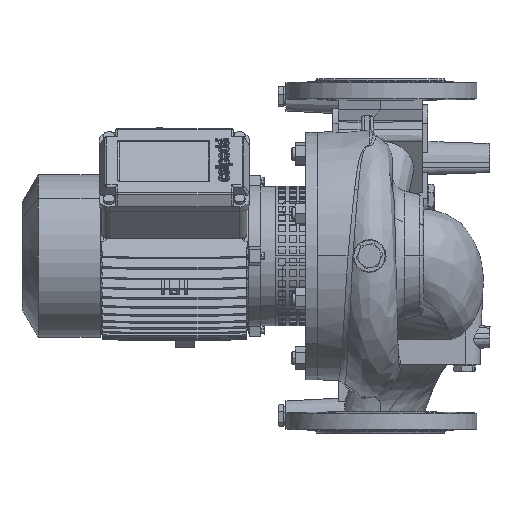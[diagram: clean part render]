
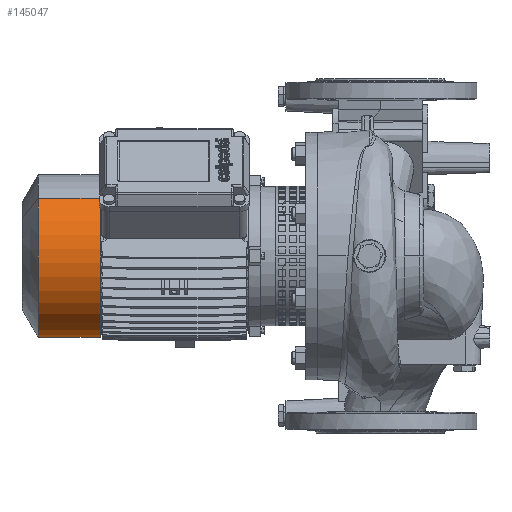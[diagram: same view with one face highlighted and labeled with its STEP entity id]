
A CAD part, left-side view. The second image highlights one B-rep face of the part: STEP entity #145047.
In plain terms, the highlighted cylindrical face has radius 78.3 mm (diameter 156.6 mm), a partial arc.
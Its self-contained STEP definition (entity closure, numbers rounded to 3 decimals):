
#164 = EDGE_CURVE ( 'NONE', #19062, #92884, #31556, .T. ) ;
#18181 = DIRECTION ( 'NONE',  ( 0., -1., 0. ) ) ;
#19062 = VERTEX_POINT ( 'NONE', #32144 ) ;
#19649 = DIRECTION ( 'NONE',  ( 0., 0., 1. ) ) ;
#27883 = ORIENTED_EDGE ( 'NONE', *, *, #132773, .T. ) ;
#29912 = DIRECTION ( 'NONE',  ( 0., 0., 1. ) ) ;
#31556 = LINE ( 'NONE', #58245, #102457 ) ;
#32144 = CARTESIAN_POINT ( 'NONE',  ( 0., 78.3, -130.238 ) ) ;
#33808 = CARTESIAN_POINT ( 'NONE',  ( 0., -78.3, -144.8 ) ) ;
#36339 = CIRCLE ( 'NONE', #102891, 78.3 ) ;
#39591 = CARTESIAN_POINT ( 'NONE',  ( 0., -78.3, -130.238 ) ) ;
#39741 = CIRCLE ( 'NONE', #71818, 78.3 ) ;
#39848 = VERTEX_POINT ( 'NONE', #39591 ) ;
#49878 = CARTESIAN_POINT ( 'NONE',  ( 0., -78.3, -71. ) ) ;
#56490 = CYLINDRICAL_SURFACE ( 'NONE', #74921, 78.3 ) ;
#58245 = CARTESIAN_POINT ( 'NONE',  ( 0., 78.3, -144.8 ) ) ;
#58725 = ORIENTED_EDGE ( 'NONE', *, *, #118499, .T. ) ;
#67005 = ORIENTED_EDGE ( 'NONE', *, *, #164, .F. ) ;
#70510 = DIRECTION ( 'NONE',  ( 0., 0., 1. ) ) ;
#71818 = AXIS2_PLACEMENT_3D ( 'NONE', #94731, #70510, #122255 ) ;
#74921 = AXIS2_PLACEMENT_3D ( 'NONE', #96511, #148164, #158187 ) ;
#82437 = CARTESIAN_POINT ( 'NONE',  ( 0., 0., -130.238 ) ) ;
#92884 = VERTEX_POINT ( 'NONE', #110480 ) ;
#94731 = CARTESIAN_POINT ( 'NONE',  ( 0., 0., -71. ) ) ;
#96511 = CARTESIAN_POINT ( 'NONE',  ( 0., 0., -144.8 ) ) ;
#98149 = FACE_OUTER_BOUND ( 'NONE', #150177, .T. ) ;
#102071 = EDGE_CURVE ( 'NONE', #92884, #150991, #39741, .T. ) ;
#102457 = VECTOR ( 'NONE', #133301, 1000. ) ;
#102891 = AXIS2_PLACEMENT_3D ( 'NONE', #82437, #29912, #18181 ) ;
#110480 = CARTESIAN_POINT ( 'NONE',  ( 0., 78.3, -71. ) ) ;
#118499 = EDGE_CURVE ( 'NONE', #39848, #150991, #124709, .T. ) ;
#122255 = DIRECTION ( 'NONE',  ( 0., -1., 0. ) ) ;
#124709 = LINE ( 'NONE', #33808, #154396 ) ;
#127722 = ORIENTED_EDGE ( 'NONE', *, *, #102071, .F. ) ;
#132773 = EDGE_CURVE ( 'NONE', #19062, #39848, #36339, .T. ) ;
#133301 = DIRECTION ( 'NONE',  ( 0., 0., 1. ) ) ;
#145047 = ADVANCED_FACE ( 'NONE', ( #98149 ), #56490, .T. ) ;
#148164 = DIRECTION ( 'NONE',  ( 0., 0., 1. ) ) ;
#150177 = EDGE_LOOP ( 'NONE', ( #67005, #27883, #58725, #127722 ) ) ;
#150991 = VERTEX_POINT ( 'NONE', #49878 ) ;
#154396 = VECTOR ( 'NONE', #19649, 1000. ) ;
#158187 = DIRECTION ( 'NONE',  ( 0., -1., 0. ) ) ;
